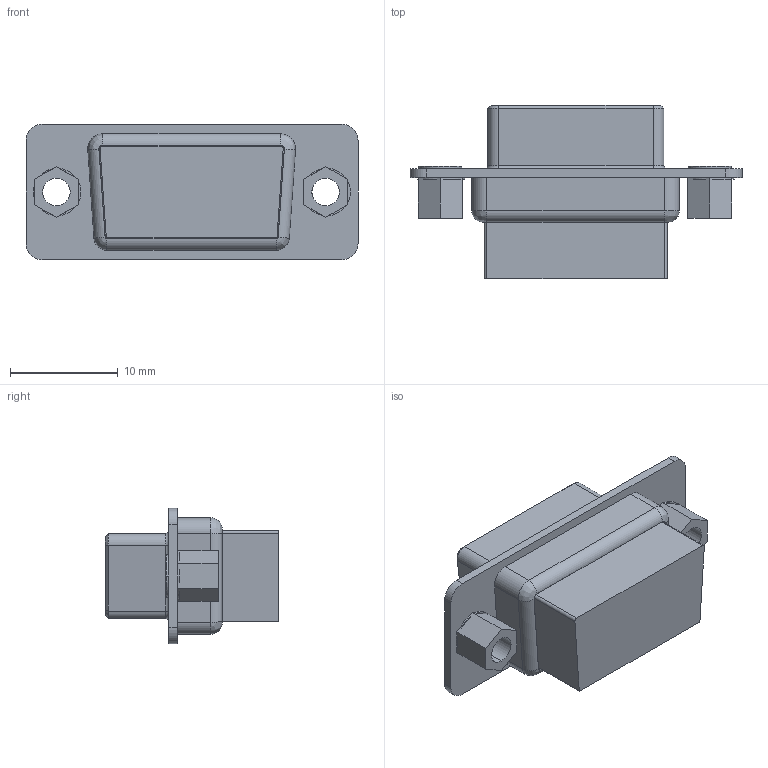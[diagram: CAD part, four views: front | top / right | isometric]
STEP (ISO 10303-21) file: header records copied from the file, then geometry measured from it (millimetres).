
FILE_DESCRIPTION( ('This file contains a STEP AP42 implementation' ,'as created by ZW3D STEP Interface translator.') ,'2;1' );
FILE_NAME( '6211-XXFB00X01.stp' ,'2311 9.14 050', (''), ('ZWCAD Software Co.'), 'Version 1.0', 'ZW3D to STEP translator', '' );
FILE_SCHEMA(('AUTOMOTIVE_DESIGN { 1 0 10303 214 1 1 1 1 }'));
Length unit declared in the file: millimetre
Products named in the file (2): 0; 6210_xxfbs001
Bounding box: 30.81 x 16.1 x 12.55 mm (x, y, z)
Volume: 2513.6 mm3; surface area: 3186.7 mm2
Topology: 2 solids, 2 shells, 253 faces, 597 edges, 376 vertices
Faces by surface type: cylinder 96, plane 88, cone 53, torus 12, bspline 4
Entity records: 8320 total; most frequent: CARTESIAN_POINT 2265, ORIENTED_EDGE 1194, DIRECTION 1181, EDGE_CURVE 597, AXIS2_PLACEMENT_3D 434, VERTEX_POINT 376, VECTOR 313, LINE 313
